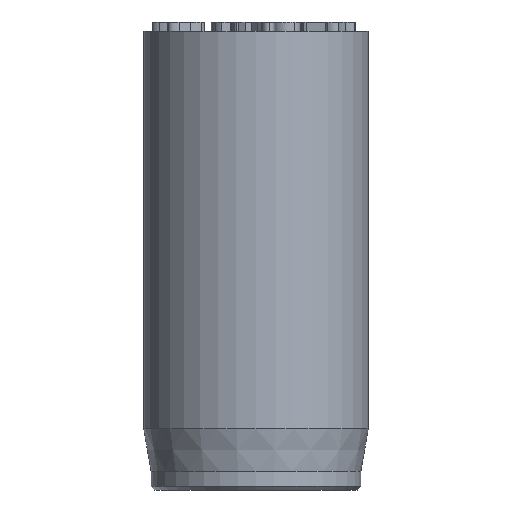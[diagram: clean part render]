
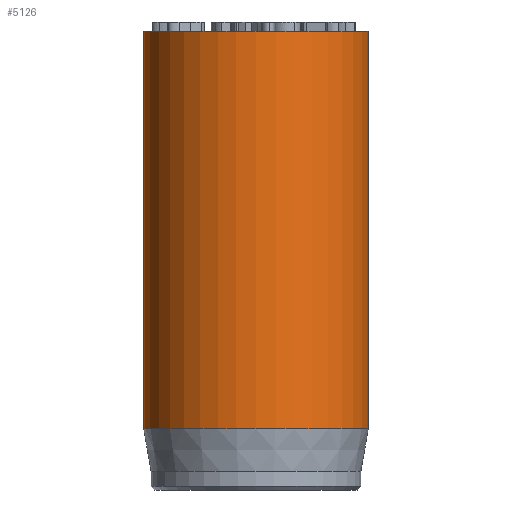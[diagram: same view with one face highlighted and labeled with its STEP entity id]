
A CAD part, front view. The second image highlights one B-rep face of the part: STEP entity #5126.
In plain terms, the highlighted cylindrical face has radius 6 mm (diameter 12 mm), a full revolution.
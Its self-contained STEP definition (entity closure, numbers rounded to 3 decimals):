
#32=CYLINDRICAL_SURFACE('',#5316,6.);
#44=CIRCLE('',#5282,6.);
#60=CIRCLE('',#5314,6.);
#61=CIRCLE('',#5315,6.);
#402=FACE_OUTER_BOUND('',#709,.T.);
#709=EDGE_LOOP('',(#4401,#4402,#4403,#4404,#4405));
#1040=LINE('',#9660,#1389);
#1389=VECTOR('',#5789,6.);
#2266=VERTEX_POINT('',#9598);
#2282=VERTEX_POINT('',#9654);
#2283=VERTEX_POINT('',#9655);
#2981=EDGE_CURVE('',#2266,#2266,#44,.T.);
#3005=EDGE_CURVE('',#2282,#2283,#60,.T.);
#3006=EDGE_CURVE('',#2283,#2282,#61,.T.);
#3008=EDGE_CURVE('',#2266,#2282,#1040,.T.);
#4401=ORIENTED_EDGE('',*,*,#2981,.T.);
#4402=ORIENTED_EDGE('',*,*,#3008,.T.);
#4403=ORIENTED_EDGE('',*,*,#3005,.T.);
#4404=ORIENTED_EDGE('',*,*,#3006,.T.);
#4405=ORIENTED_EDGE('',*,*,#3008,.F.);
#5126=ADVANCED_FACE('',(#402),#32,.T.);
#5282=AXIS2_PLACEMENT_3D('',#9599,#5710,#5711);
#5314=AXIS2_PLACEMENT_3D('',#9656,#5782,#5783);
#5315=AXIS2_PLACEMENT_3D('',#9657,#5784,#5785);
#5316=AXIS2_PLACEMENT_3D('',#9659,#5787,#5788);
#5710=DIRECTION('center_axis',(0.,0.,-1.));
#5711=DIRECTION('ref_axis',(-1.,0.,0.));
#5782=DIRECTION('center_axis',(0.,0.,1.));
#5783=DIRECTION('ref_axis',(-1.,0.,0.));
#5784=DIRECTION('center_axis',(0.,0.,1.));
#5785=DIRECTION('ref_axis',(-1.,0.,0.));
#5787=DIRECTION('center_axis',(0.,0.,1.));
#5788=DIRECTION('ref_axis',(-1.,0.,0.));
#5789=DIRECTION('',(0.,0.,-1.));
#9598=CARTESIAN_POINT('',(6.,0.,24.5));
#9599=CARTESIAN_POINT('Origin',(0.,0.,24.5));
#9654=CARTESIAN_POINT('',(6.,0.,3.269));
#9655=CARTESIAN_POINT('',(-6.,0.,3.269));
#9656=CARTESIAN_POINT('Origin',(0.,0.,3.269));
#9657=CARTESIAN_POINT('Origin',(0.,0.,3.269));
#9659=CARTESIAN_POINT('Origin',(0.,0.,0.));
#9660=CARTESIAN_POINT('',(6.,0.,0.));
